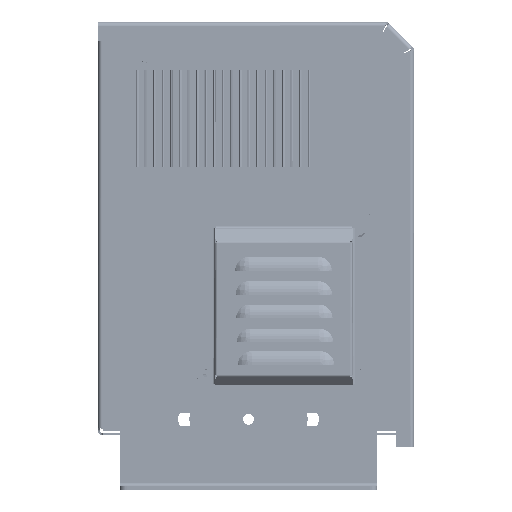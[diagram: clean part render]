
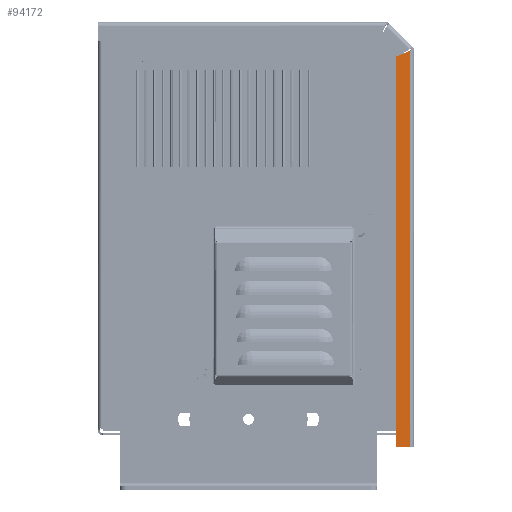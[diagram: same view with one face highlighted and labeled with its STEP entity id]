
A CAD part, left-side view. The second image highlights one B-rep face of the part: STEP entity #94172.
In plain terms, the highlighted planar face has unit normal (-1, 0, 0).
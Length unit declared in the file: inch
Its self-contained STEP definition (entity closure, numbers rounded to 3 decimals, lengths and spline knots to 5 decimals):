
#3084 = LINE ( 'NONE', #42380, #166642 ) ;
#4036 = EDGE_CURVE ( 'NONE', #174560, #127497, #177674, .T. ) ;
#11656 = FACE_OUTER_BOUND ( 'NONE', #55112, .T. ) ;
#11985 = ORIENTED_EDGE ( 'NONE', *, *, #32628, .T. ) ;
#22617 = DIRECTION ( 'NONE',  ( -1., 0., 0. ) ) ;
#23232 = CARTESIAN_POINT ( 'NONE',  ( -13.37869, 1.71452, 0.31858 ) ) ;
#28136 = DIRECTION ( 'NONE',  ( 0., 0., -1. ) ) ;
#31703 = CARTESIAN_POINT ( 'NONE',  ( -13.37869, 1.78733, -1.04658 ) ) ;
#32628 = EDGE_CURVE ( 'NONE', #127497, #61599, #3084, .T. ) ;
#37052 = PLANE ( 'NONE',  #96587 ) ;
#42380 = CARTESIAN_POINT ( 'NONE',  ( -13.37869, 2.30552, -15.41542 ) ) ;
#55112 = EDGE_LOOP ( 'NONE', ( #166415, #11985, #159022, #69167 ) ) ;
#61599 = VERTEX_POINT ( 'NONE', #93796 ) ;
#62009 = CARTESIAN_POINT ( 'NONE',  ( -13.37869, 2.30552, -1.26122 ) ) ;
#65967 = VECTOR ( 'NONE', #28136, 39.37008 ) ;
#68011 = CARTESIAN_POINT ( 'NONE',  ( -13.37869, 1.71452, -1.01642 ) ) ;
#69167 = ORIENTED_EDGE ( 'NONE', *, *, #171296, .T. ) ;
#83061 = DIRECTION ( 'NONE',  ( 0., 0.924, -0.383 ) ) ;
#85594 = LINE ( 'NONE', #68011, #163873 ) ;
#86380 = CARTESIAN_POINT ( 'NONE',  ( -13.37869, 1.78733, -1.04142 ) ) ;
#87400 = DIRECTION ( 'NONE',  ( 0., -1., 0. ) ) ;
#93796 = CARTESIAN_POINT ( 'NONE',  ( -13.37869, 1.78733, -15.41542 ) ) ;
#94172 = ADVANCED_FACE ( 'NONE', ( #11656 ), #37052, .T. ) ;
#95846 = DIRECTION ( 'NONE',  ( 0., 0., -1. ) ) ;
#96587 = AXIS2_PLACEMENT_3D ( 'NONE', #23232, #22617, #108404 ) ;
#108404 = DIRECTION ( 'NONE',  ( 0., -1., 0. ) ) ;
#116423 = CARTESIAN_POINT ( 'NONE',  ( -13.37869, 2.30552, -15.41542 ) ) ;
#127497 = VERTEX_POINT ( 'NONE', #116423 ) ;
#159022 = ORIENTED_EDGE ( 'NONE', *, *, #184670, .F. ) ;
#163873 = VECTOR ( 'NONE', #83061, 39.37008 ) ;
#166415 = ORIENTED_EDGE ( 'NONE', *, *, #4036, .T. ) ;
#166642 = VECTOR ( 'NONE', #87400, 39.37008 ) ;
#166755 = LINE ( 'NONE', #86380, #65967 ) ;
#167418 = VERTEX_POINT ( 'NONE', #31703 ) ;
#170893 = VECTOR ( 'NONE', #95846, 39.37008 ) ;
#171296 = EDGE_CURVE ( 'NONE', #167418, #174560, #85594, .T. ) ;
#174560 = VERTEX_POINT ( 'NONE', #62009 ) ;
#177674 = LINE ( 'NONE', #181478, #170893 ) ;
#181478 = CARTESIAN_POINT ( 'NONE',  ( -13.37869, 2.30552, -1.26122 ) ) ;
#184670 = EDGE_CURVE ( 'NONE', #167418, #61599, #166755, .T. ) ;
